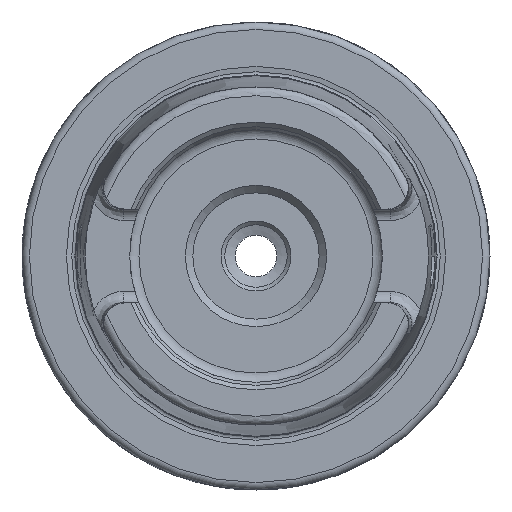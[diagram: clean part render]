
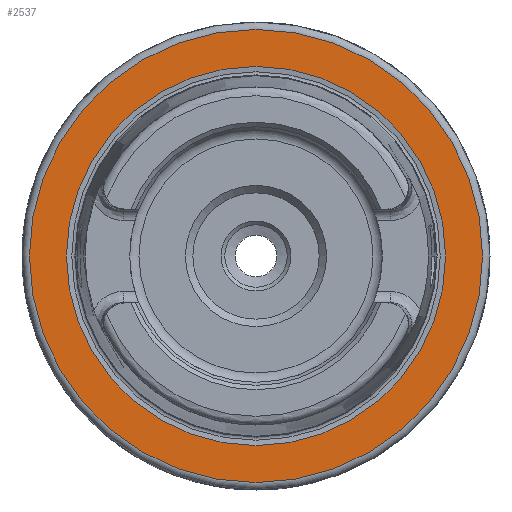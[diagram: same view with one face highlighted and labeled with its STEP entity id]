
A CAD part, left-side view. The second image highlights one B-rep face of the part: STEP entity #2537.
In plain terms, the highlighted planar face has unit normal (-1, 0, 0).
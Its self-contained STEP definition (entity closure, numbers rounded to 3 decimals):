
#124=PLANE('',#2833);
#257=FACE_OUTER_BOUND('',#603,.T.);
#411=CIRCLE('',#2831,25.521);
#412=CIRCLE('',#2832,25.521);
#413=CIRCLE('',#2834,30.5);
#414=CIRCLE('',#2835,30.5);
#457=FACE_BOUND('',#604,.T.);
#603=EDGE_LOOP('',(#2371,#2372));
#604=EDGE_LOOP('',(#2373,#2374));
#1193=VERTEX_POINT('',#6009);
#1194=VERTEX_POINT('',#6011);
#1195=VERTEX_POINT('',#6015);
#1196=VERTEX_POINT('',#6016);
#1587=EDGE_CURVE('',#1194,#1193,#411,.T.);
#1588=EDGE_CURVE('',#1193,#1194,#412,.T.);
#1589=EDGE_CURVE('',#1195,#1196,#413,.T.);
#1590=EDGE_CURVE('',#1196,#1195,#414,.T.);
#2371=ORIENTED_EDGE('',*,*,#1589,.F.);
#2372=ORIENTED_EDGE('',*,*,#1590,.F.);
#2373=ORIENTED_EDGE('',*,*,#1587,.T.);
#2374=ORIENTED_EDGE('',*,*,#1588,.T.);
#2537=ADVANCED_FACE('',(#257,#457),#124,.T.);
#2831=AXIS2_PLACEMENT_3D('',#6012,#3493,#3494);
#2832=AXIS2_PLACEMENT_3D('',#6013,#3495,#3496);
#2833=AXIS2_PLACEMENT_3D('',#6014,#3497,#3498);
#2834=AXIS2_PLACEMENT_3D('',#6017,#3499,#3500);
#2835=AXIS2_PLACEMENT_3D('',#6018,#3501,#3502);
#3493=DIRECTION('center_axis',(1.,0.,0.));
#3494=DIRECTION('ref_axis',(0.,0.,-1.));
#3495=DIRECTION('center_axis',(1.,0.,0.));
#3496=DIRECTION('ref_axis',(0.,0.,-1.));
#3497=DIRECTION('center_axis',(-1.,0.,0.));
#3498=DIRECTION('ref_axis',(0.,0.,1.));
#3499=DIRECTION('center_axis',(1.,0.,0.));
#3500=DIRECTION('ref_axis',(0.,0.,-1.));
#3501=DIRECTION('center_axis',(1.,0.,0.));
#3502=DIRECTION('ref_axis',(0.,0.,-1.));
#6009=CARTESIAN_POINT('',(0.,-25.521,0.));
#6011=CARTESIAN_POINT('',(0.,25.521,0.));
#6012=CARTESIAN_POINT('Origin',(0.,0.,
0.));
#6013=CARTESIAN_POINT('Origin',(0.,0.,
0.));
#6014=CARTESIAN_POINT('Origin',(0.,30.5,0.));
#6015=CARTESIAN_POINT('',(0.,30.5,0.));
#6016=CARTESIAN_POINT('',(0.,0.,30.5));
#6017=CARTESIAN_POINT('Origin',(0.,0.,
0.));
#6018=CARTESIAN_POINT('Origin',(0.,0.,
0.));
